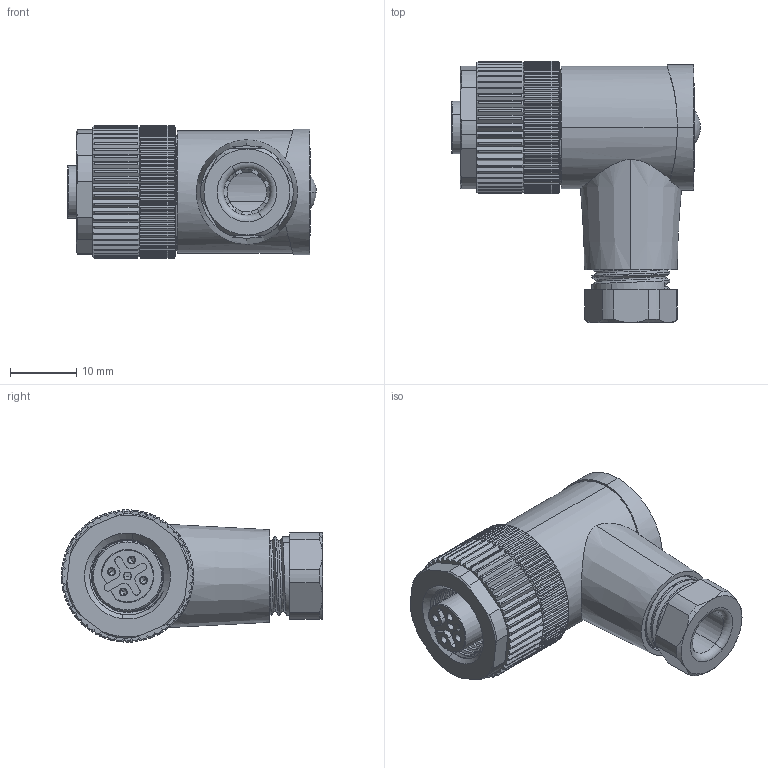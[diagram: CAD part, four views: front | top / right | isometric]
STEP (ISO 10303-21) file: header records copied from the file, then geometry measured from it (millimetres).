
FILE_DESCRIPTION (( 'STEP AP203' ), '1' );
FILE_NAME ('55-00270_revA.STEP', '2024-07-16T00:43:29', ( '' ), ( '' ), 'SwSTEP 2.0', 'SolidWorks 2021', '' );
FILE_SCHEMA (( 'CONFIG_CONTROL_DESIGN' ));
Length unit declared in the file: millimetre
Products named in the file (11): 55-00270-03___; 55-00270-08___; 55-00270-04___; 55-00270-07___; 55-00270-05___; 55-00270_revA; 55-00270-10___; 55-00270-02; 55-00270-06___; 55-00270-09___; 55-00270-01___
Assembly tree (16 placements, depth 2):
  55-00270_revA
    55-00270-01___
    55-00270-02
    55-00270-03___
    55-00270-04___
    55-00270-05___
    55-00270-06___
    55-00270-07___  x4
    55-00270-08___  x4
    55-00270-09___
    55-00270-10___
Bounding box: 37.6 x 39.5 x 20 mm (x, y, z)
Volume: 8748.1 mm3; surface area: 13868.5 mm2
Topology: 16 solids, 16 shells, 1449 faces, 3740 edges, 2349 vertices
Faces by surface type: plane 522, cylinder 485, cone 374, bspline 34, sphere 20, torus 14
Entity records: 52439 total; most frequent: CARTESIAN_POINT 21843, ORIENTED_EDGE 6452, DIRECTION 5839, EDGE_CURVE 3226, AXIS2_PLACEMENT_3D 2306, VERTEX_POINT 2019, EDGE_LOOP 1327, ADVANCED_FACE 1260
